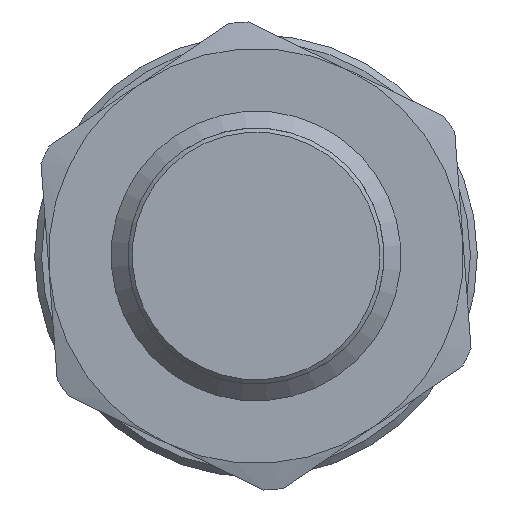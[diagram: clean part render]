
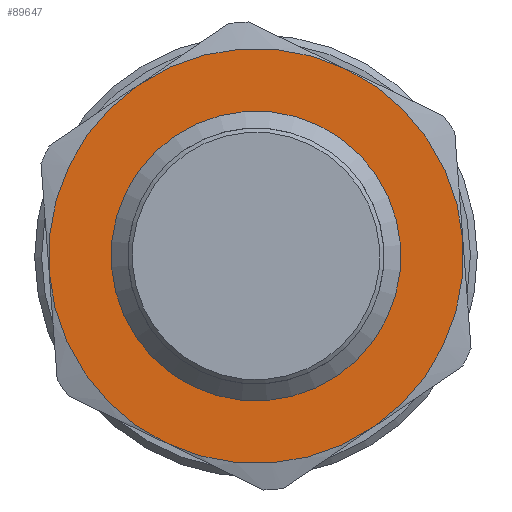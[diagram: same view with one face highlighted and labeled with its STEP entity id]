
A CAD part, left-side view. The second image highlights one B-rep face of the part: STEP entity #89647.
In plain terms, the highlighted planar face has unit normal (-1, 0, 0).
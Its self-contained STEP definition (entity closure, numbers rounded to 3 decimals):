
#89575=CARTESIAN_POINT('',(-30.,-12.703,0.956));
#89576=DIRECTION('',(-1.0,0.0,0.0));
#89577=DIRECTION('',(0.0,0.075,0.997));
#89578=AXIS2_PLACEMENT_3D('',#89575,#89576,#89577);
#89579=PLANE('',#89578);
#89580=CARTESIAN_POINT('',(-30.,14.958,-1.126));
#89581=VERTEX_POINT('',#89580);
#89582=CARTESIAN_POINT('',(-30.,6.504,-13.517));
#89583=VERTEX_POINT('',#89582);
#89584=CARTESIAN_POINT('',(-30.,0.0,0.0));
#89585=DIRECTION('',(-1.0,0.0,0.0));
#89586=DIRECTION('',(0.0,-0.997,0.075));
#89587=AXIS2_PLACEMENT_3D('',#89584,#89585,#89586);
#89588=CIRCLE('',#89587,15.0);
#89589=EDGE_CURVE('',#89581,#89583,#89588,.T.);
#89590=ORIENTED_EDGE('',*,*,#89589,.T.);
#89591=CARTESIAN_POINT('',(-30.,-8.454,-12.391));
#89592=VERTEX_POINT('',#89591);
#89593=CARTESIAN_POINT('',(-30.,0.0,0.0));
#89594=DIRECTION('',(-1.0,0.0,0.0));
#89595=DIRECTION('',(0.0,-0.997,0.075));
#89596=AXIS2_PLACEMENT_3D('',#89593,#89594,#89595);
#89597=CIRCLE('',#89596,15.0);
#89598=EDGE_CURVE('',#89583,#89592,#89597,.T.);
#89599=ORIENTED_EDGE('',*,*,#89598,.T.);
#89600=CARTESIAN_POINT('',(-30.,-14.958,1.126));
#89601=VERTEX_POINT('',#89600);
#89602=CARTESIAN_POINT('',(-30.,0.0,0.0));
#89603=DIRECTION('',(-1.0,0.0,0.0));
#89604=DIRECTION('',(0.0,-0.997,0.075));
#89605=AXIS2_PLACEMENT_3D('',#89602,#89603,#89604);
#89606=CIRCLE('',#89605,15.0);
#89607=EDGE_CURVE('',#89592,#89601,#89606,.T.);
#89608=ORIENTED_EDGE('',*,*,#89607,.T.);
#89609=CARTESIAN_POINT('',(-30.,-6.504,13.517));
#89610=VERTEX_POINT('',#89609);
#89611=CARTESIAN_POINT('',(-30.,0.0,0.0));
#89612=DIRECTION('',(-1.0,0.0,0.0));
#89613=DIRECTION('',(0.0,-0.997,0.075));
#89614=AXIS2_PLACEMENT_3D('',#89611,#89612,#89613);
#89615=CIRCLE('',#89614,15.0);
#89616=EDGE_CURVE('',#89601,#89610,#89615,.T.);
#89617=ORIENTED_EDGE('',*,*,#89616,.T.);
#89618=CARTESIAN_POINT('',(-30.,8.454,12.391));
#89619=VERTEX_POINT('',#89618);
#89620=CARTESIAN_POINT('',(-30.,0.0,0.0));
#89621=DIRECTION('',(-1.0,0.0,0.0));
#89622=DIRECTION('',(0.0,-0.997,0.075));
#89623=AXIS2_PLACEMENT_3D('',#89620,#89621,#89622);
#89624=CIRCLE('',#89623,15.0);
#89625=EDGE_CURVE('',#89610,#89619,#89624,.T.);
#89626=ORIENTED_EDGE('',*,*,#89625,.T.);
#89627=CARTESIAN_POINT('',(-30.,0.0,0.0));
#89628=DIRECTION('',(-1.0,0.0,0.0));
#89629=DIRECTION('',(0.0,-0.997,0.075));
#89630=AXIS2_PLACEMENT_3D('',#89627,#89628,#89629);
#89631=CIRCLE('',#89630,15.0);
#89632=EDGE_CURVE('',#89619,#89581,#89631,.T.);
#89633=ORIENTED_EDGE('',*,*,#89632,.T.);
#89634=EDGE_LOOP('',(#89590,#89599,#89608,#89617,#89626,#89633));
#89635=FACE_OUTER_BOUND('',#89634,.T.);
#89636=CARTESIAN_POINT('',(-30.,-10.448,0.787));
#89637=VERTEX_POINT('',#89636);
#89638=CARTESIAN_POINT('',(-30.,0.0,0.0));
#89639=DIRECTION('',(-1.0,0.0,0.0));
#89640=DIRECTION('',(0.0,-0.997,0.075));
#89641=AXIS2_PLACEMENT_3D('',#89638,#89639,#89640);
#89642=CIRCLE('',#89641,10.478);
#89643=EDGE_CURVE('',#89637,#89637,#89642,.T.);
#89644=ORIENTED_EDGE('',*,*,#89643,.F.);
#89645=EDGE_LOOP('',(#89644));
#89646=FACE_BOUND('',#89645,.T.);
#89647=ADVANCED_FACE('',(#89635,#89646),#89579,.T.);
